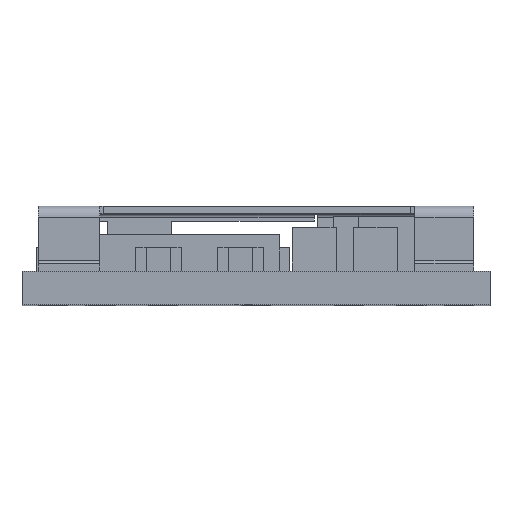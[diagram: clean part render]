
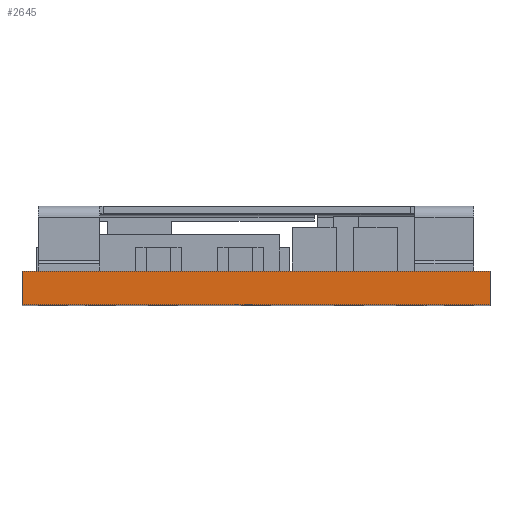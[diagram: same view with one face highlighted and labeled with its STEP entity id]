
A CAD part, top view. The second image highlights one B-rep face of the part: STEP entity #2645.
In plain terms, the highlighted planar face has unit normal (0, 0, 1).
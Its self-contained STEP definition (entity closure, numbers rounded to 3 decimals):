
#483 = CARTESIAN_POINT ( 'NONE',  ( -3.2, 0.46, 4.325 ) ) ;
#1843 = LINE ( 'NONE', #2596, #23106 ) ;
#2596 = CARTESIAN_POINT ( 'NONE',  ( 3.2, 0., 4.325 ) ) ;
#2619 = VERTEX_POINT ( 'NONE', #483 ) ;
#2645 = ADVANCED_FACE ( 'NONE', ( #6018 ), #6805, .F. ) ;
#2743 = LINE ( 'NONE', #24826, #16742 ) ;
#2821 = EDGE_CURVE ( 'NONE', #2619, #19488, #2743, .T. ) ;
#3290 = LINE ( 'NONE', #18078, #4746 ) ;
#3392 = CARTESIAN_POINT ( 'NONE',  ( 3.2, 0.46, 4.325 ) ) ;
#3871 = ORIENTED_EDGE ( 'NONE', *, *, #4947, .F. ) ;
#4746 = VECTOR ( 'NONE', #20180, 1000. ) ;
#4947 = EDGE_CURVE ( 'NONE', #22682, #24217, #3290, .T. ) ;
#5201 = EDGE_CURVE ( 'NONE', #2619, #22682, #15229, .T. ) ;
#6018 = FACE_OUTER_BOUND ( 'NONE', #11441, .T. ) ;
#6805 = PLANE ( 'NONE',  #9204 ) ;
#9204 = AXIS2_PLACEMENT_3D ( 'NONE', #16640, #14667, #18246 ) ;
#11441 = EDGE_LOOP ( 'NONE', ( #19998, #3871, #24225, #23854 ) ) ;
#12186 = CARTESIAN_POINT ( 'NONE',  ( -3.2, 0., 4.325 ) ) ;
#12466 = VECTOR ( 'NONE', #18920, 1000. ) ;
#14667 = DIRECTION ( 'NONE',  ( 0., 0., -1. ) ) ;
#15229 = LINE ( 'NONE', #22983, #12466 ) ;
#16003 = EDGE_CURVE ( 'NONE', #19488, #24217, #1843, .T. ) ;
#16640 = CARTESIAN_POINT ( 'NONE',  ( 3.2, 0.46, 4.325 ) ) ;
#16742 = VECTOR ( 'NONE', #18987, 1000. ) ;
#18078 = CARTESIAN_POINT ( 'NONE',  ( 3.2, 0.46, 4.325 ) ) ;
#18246 = DIRECTION ( 'NONE',  ( -1., 0., 0. ) ) ;
#18920 = DIRECTION ( 'NONE',  ( 1., 0., 0. ) ) ;
#18987 = DIRECTION ( 'NONE',  ( 0., -1., 0. ) ) ;
#19488 = VERTEX_POINT ( 'NONE', #12186 ) ;
#19998 = ORIENTED_EDGE ( 'NONE', *, *, #16003, .T. ) ;
#20180 = DIRECTION ( 'NONE',  ( 0., -1., 0. ) ) ;
#21570 = DIRECTION ( 'NONE',  ( 1., 0., 0. ) ) ;
#22682 = VERTEX_POINT ( 'NONE', #3392 ) ;
#22983 = CARTESIAN_POINT ( 'NONE',  ( 3.2, 0.46, 4.325 ) ) ;
#23106 = VECTOR ( 'NONE', #21570, 1000. ) ;
#23569 = CARTESIAN_POINT ( 'NONE',  ( 3.2, 0., 4.325 ) ) ;
#23854 = ORIENTED_EDGE ( 'NONE', *, *, #2821, .T. ) ;
#24217 = VERTEX_POINT ( 'NONE', #23569 ) ;
#24225 = ORIENTED_EDGE ( 'NONE', *, *, #5201, .F. ) ;
#24826 = CARTESIAN_POINT ( 'NONE',  ( -3.2, 0.46, 4.325 ) ) ;
